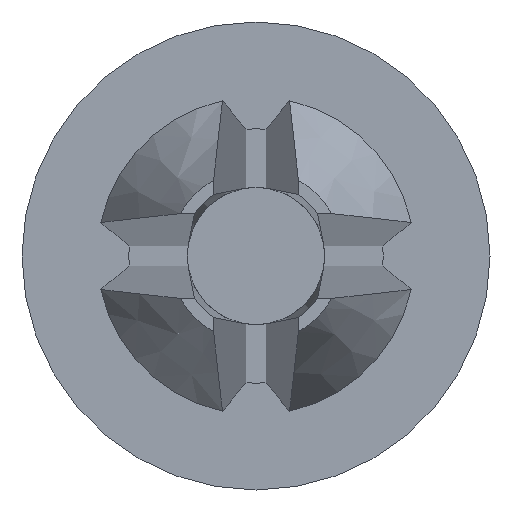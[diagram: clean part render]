
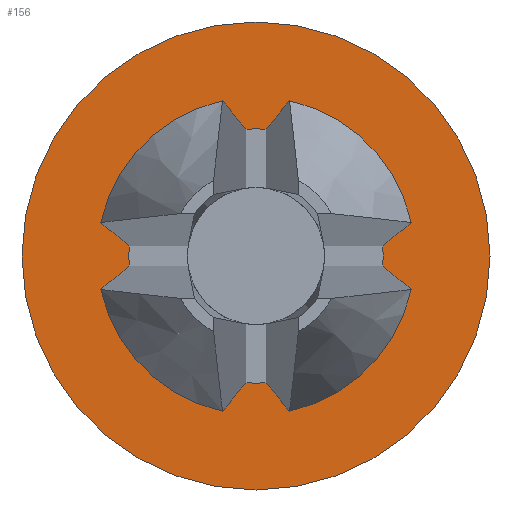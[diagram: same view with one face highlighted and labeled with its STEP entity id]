
A CAD part, front view. The second image highlights one B-rep face of the part: STEP entity #156.
In plain terms, the highlighted planar face has unit normal (0, -1, 0).
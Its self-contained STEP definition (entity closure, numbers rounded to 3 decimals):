
#31 = CARTESIAN_POINT ( 'NONE',  ( 0., -2.5, 0. ) ) ;
#72 = FACE_BOUND ( 'NONE', #388, .T. ) ;
#84 = DIRECTION ( 'NONE',  ( 0., -1., 0. ) ) ;
#107 = CIRCLE ( 'NONE', #744, 3.15 ) ;
#110 = DIRECTION ( 'NONE',  ( 0., 0., -1. ) ) ;
#156 = ADVANCED_FACE ( 'NONE', ( #72, #683 ), #1013, .F. ) ;
#242 = CARTESIAN_POINT ( 'NONE',  ( -5.8, -2.5, 0. ) ) ;
#274 = ORIENTED_EDGE ( 'NONE', *, *, #616, .F. ) ;
#298 = CARTESIAN_POINT ( 'NONE',  ( 0., -2.5, -3.15 ) ) ;
#388 = EDGE_LOOP ( 'NONE', ( #274 ) ) ;
#408 = DIRECTION ( 'NONE',  ( 0., 0., 1. ) ) ;
#455 = DIRECTION ( 'NONE',  ( 0., -1., 0. ) ) ;
#542 = AXIS2_PLACEMENT_3D ( 'NONE', #242, #936, #408 ) ;
#568 = VERTEX_POINT ( 'NONE', #1074 ) ;
#610 = CARTESIAN_POINT ( 'NONE',  ( 0., -2.5, 0. ) ) ;
#612 = CIRCLE ( 'NONE', #1111, 5.8 ) ;
#616 = EDGE_CURVE ( 'NONE', #1067, #1067, #107, .T. ) ;
#634 = DIRECTION ( 'NONE',  ( 0., 0., -1. ) ) ;
#683 = FACE_OUTER_BOUND ( 'NONE', #690, .T. ) ;
#690 = EDGE_LOOP ( 'NONE', ( #1082 ) ) ;
#744 = AXIS2_PLACEMENT_3D ( 'NONE', #610, #84, #634 ) ;
#936 = DIRECTION ( 'NONE',  ( 0., 1., 0. ) ) ;
#1013 = PLANE ( 'NONE',  #542 ) ;
#1036 = EDGE_CURVE ( 'NONE', #568, #568, #612, .T. ) ;
#1067 = VERTEX_POINT ( 'NONE', #298 ) ;
#1074 = CARTESIAN_POINT ( 'NONE',  ( 0., -2.5, -5.8 ) ) ;
#1082 = ORIENTED_EDGE ( 'NONE', *, *, #1036, .T. ) ;
#1111 = AXIS2_PLACEMENT_3D ( 'NONE', #31, #455, #110 ) ;
